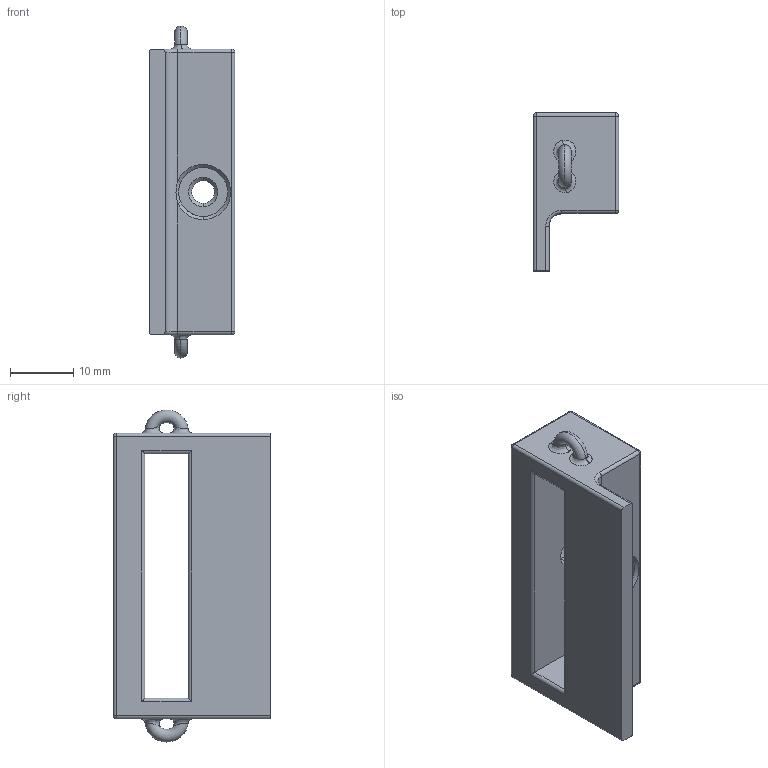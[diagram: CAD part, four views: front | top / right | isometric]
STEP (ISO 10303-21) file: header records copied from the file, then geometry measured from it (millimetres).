
FILE_DESCRIPTION (( 'STEP AP214' ), '1' );
FILE_NAME ('gripper.STEP', '2020-05-23T05:11:17', ( '' ), ( '' ), 'SwSTEP 2.0', 'SolidWorks 2019', '' );
FILE_SCHEMA (( 'AUTOMOTIVE_DESIGN' ));
Length unit declared in the file: millimetre
Products named in the file (1): gripper
Bounding box: 13.5 x 24.85 x 52.3 mm (x, y, z)
Volume: 6860.2 mm3; surface area: 4667 mm2
Topology: 1 solids, 1 shells, 78 faces, 187 edges, 106 vertices
Faces by surface type: cylinder 30, plane 14, cone 13, bspline 9, torus 6, sphere 6
Entity records: 3438 total; most frequent: CARTESIAN_POINT 1680, ORIENTED_EDGE 362, DIRECTION 357, EDGE_CURVE 181, AXIS2_PLACEMENT_3D 142, VERTEX_POINT 106, EDGE_LOOP 89, ADVANCED_FACE 78
